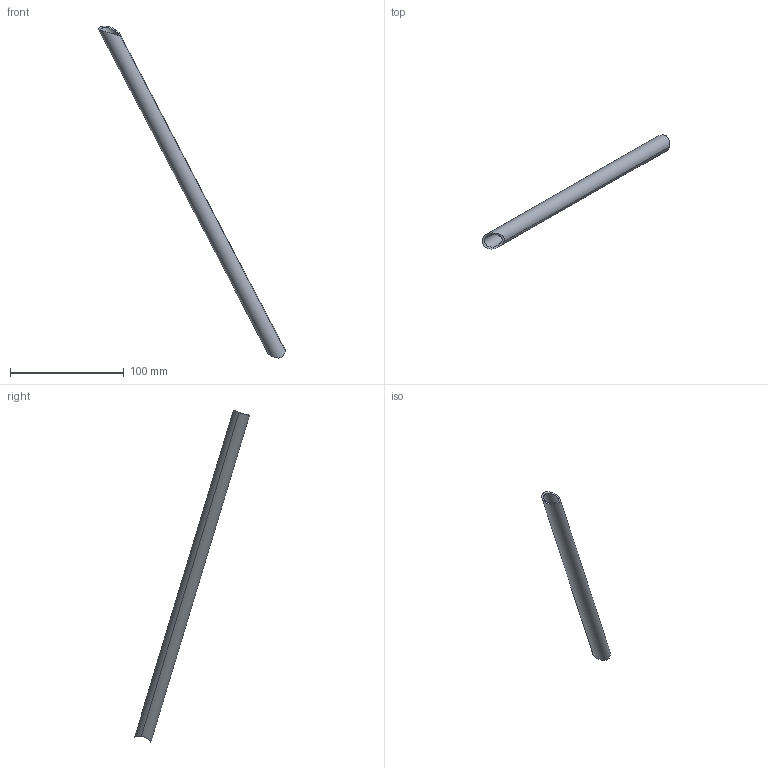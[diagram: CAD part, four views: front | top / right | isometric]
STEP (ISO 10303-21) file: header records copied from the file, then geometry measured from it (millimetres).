
FILE_DESCRIPTION(('STEP AP214'),'1');
FILE_NAME('19.stp','2018-12-06T12:34:13',(' '),(' '),'Spatial InterOp 3D',' ',' ');
FILE_SCHEMA(('automotive_design'));
Length unit declared in the file: metre
Products named in the file (1): Corps1
Bounding box: 164.84 x 100.9 x 292.24 mm (x, y, z)
Volume: 21099.1 mm3; surface area: 28300.4 mm2
Topology: 1 solids, 1 shells, 8 faces, 24 edges, 17 vertices
Faces by surface type: cylinder 8
Entity records: 614 total; most frequent: CARTESIAN_POINT 328, ORIENTED_EDGE 48, DIRECTION 29, EDGE_CURVE 24, VERTEX_POINT 17, B_SPLINE_CURVE_WITH_KNOTS 16, AXIS2_PLACEMENT_3D 12, STYLED_ITEM 9
